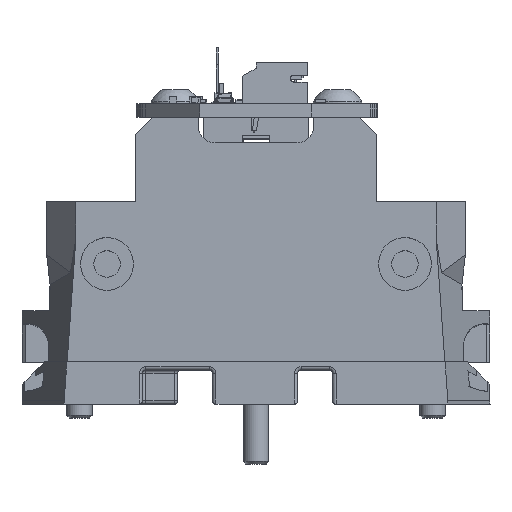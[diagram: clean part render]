
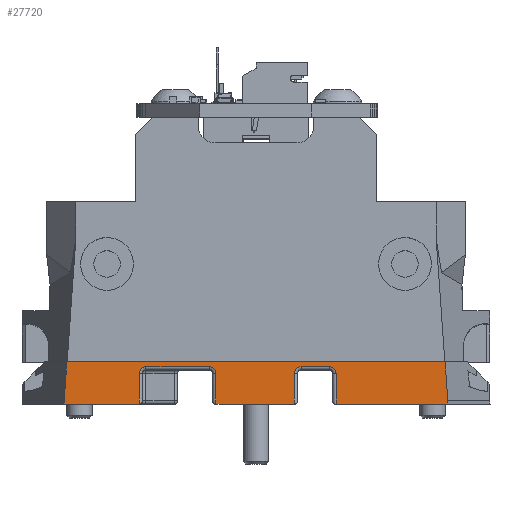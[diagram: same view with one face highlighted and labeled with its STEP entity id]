
A CAD part, top view. The second image highlights one B-rep face of the part: STEP entity #27720.
In plain terms, the highlighted face is planar.
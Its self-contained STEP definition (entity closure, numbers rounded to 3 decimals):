
#2415=PLANE('',#30075);
#4129=FACE_OUTER_BOUND('',#5707,.T.);
#5707=EDGE_LOOP('',(#26054,#26055,#26056,#26057,#26058,#26059,#26060,#26061,
#26062,#26063,#26064,#26065,#26066,#26067,#26068,#26069,#26070,#26071));
#8547=LINE('',#51081,#11484);
#8552=LINE('',#51105,#11489);
#8555=LINE('',#51110,#11492);
#8576=LINE('',#51154,#11513);
#8579=LINE('',#51185,#11516);
#8583=LINE('',#51211,#11520);
#8598=LINE('',#51261,#11535);
#8606=LINE('',#51278,#11543);
#8617=LINE('',#51306,#11554);
#8618=LINE('',#51311,#11555);
#8619=LINE('',#51313,#11556);
#8620=LINE('',#51315,#11557);
#8621=LINE('',#51317,#11558);
#8622=LINE('',#51318,#11559);
#11484=VECTOR('',#36835,10.);
#11489=VECTOR('',#36860,10.);
#11492=VECTOR('',#36867,10.);
#11513=VECTOR('',#36908,10.);
#11516=VECTOR('',#36949,10.);
#11520=VECTOR('',#36979,10.);
#11535=VECTOR('',#37038,10.);
#11543=VECTOR('',#37060,10.);
#11554=VECTOR('',#37085,10.);
#11555=VECTOR('',#37090,10.);
#11556=VECTOR('',#37091,10.);
#11557=VECTOR('',#37092,10.);
#11558=VECTOR('',#37093,10.);
#11559=VECTOR('',#37094,10.);
#12106=CIRCLE('',#29981,0.8);
#12108=CIRCLE('',#29986,0.8);
#12123=CIRCLE('',#30022,0.8);
#12131=CIRCLE('',#30035,0.8);
#14542=VERTEX_POINT('',#51074);
#14543=VERTEX_POINT('',#51076);
#14544=VERTEX_POINT('',#51080);
#14546=VERTEX_POINT('',#51086);
#14547=VERTEX_POINT('',#51087);
#14552=VERTEX_POINT('',#51098);
#14566=VERTEX_POINT('',#51153);
#14574=VERTEX_POINT('',#51179);
#14575=VERTEX_POINT('',#51181);
#14583=VERTEX_POINT('',#51205);
#14584=VERTEX_POINT('',#51207);
#14596=VERTEX_POINT('',#51248);
#14599=VERTEX_POINT('',#51277);
#14609=VERTEX_POINT('',#51304);
#14611=VERTEX_POINT('',#51310);
#14612=VERTEX_POINT('',#51312);
#14613=VERTEX_POINT('',#51314);
#14614=VERTEX_POINT('',#51316);
#18322=EDGE_CURVE('',#14542,#14543,#12106,.T.);
#18324=EDGE_CURVE('',#14544,#14542,#8547,.T.);
#18327=EDGE_CURVE('',#14546,#14547,#12108,.T.);
#18336=EDGE_CURVE('',#14547,#14552,#8552,.T.);
#18339=EDGE_CURVE('',#14543,#14546,#8555,.T.);
#18363=EDGE_CURVE('',#14552,#14566,#8576,.T.);
#18375=EDGE_CURVE('',#14574,#14575,#12123,.T.);
#18377=EDGE_CURVE('',#14566,#14574,#8579,.T.);
#18388=EDGE_CURVE('',#14583,#14584,#12131,.T.);
#18390=EDGE_CURVE('',#14575,#14583,#8583,.T.);
#18417=EDGE_CURVE('',#14584,#14596,#8598,.T.);
#18426=EDGE_CURVE('',#14596,#14599,#8606,.T.);
#18438=EDGE_CURVE('',#14609,#14544,#8617,.T.);
#18440=EDGE_CURVE('',#14611,#14609,#8618,.T.);
#18441=EDGE_CURVE('',#14612,#14611,#8619,.T.);
#18442=EDGE_CURVE('',#14612,#14613,#8620,.T.);
#18443=EDGE_CURVE('',#14613,#14614,#8621,.T.);
#18444=EDGE_CURVE('',#14614,#14599,#8622,.T.);
#26054=ORIENTED_EDGE('',*,*,#18324,.F.);
#26055=ORIENTED_EDGE('',*,*,#18438,.F.);
#26056=ORIENTED_EDGE('',*,*,#18440,.F.);
#26057=ORIENTED_EDGE('',*,*,#18441,.F.);
#26058=ORIENTED_EDGE('',*,*,#18442,.T.);
#26059=ORIENTED_EDGE('',*,*,#18443,.T.);
#26060=ORIENTED_EDGE('',*,*,#18444,.T.);
#26061=ORIENTED_EDGE('',*,*,#18426,.F.);
#26062=ORIENTED_EDGE('',*,*,#18417,.F.);
#26063=ORIENTED_EDGE('',*,*,#18388,.F.);
#26064=ORIENTED_EDGE('',*,*,#18390,.F.);
#26065=ORIENTED_EDGE('',*,*,#18375,.F.);
#26066=ORIENTED_EDGE('',*,*,#18377,.F.);
#26067=ORIENTED_EDGE('',*,*,#18363,.F.);
#26068=ORIENTED_EDGE('',*,*,#18336,.F.);
#26069=ORIENTED_EDGE('',*,*,#18327,.F.);
#26070=ORIENTED_EDGE('',*,*,#18339,.F.);
#26071=ORIENTED_EDGE('',*,*,#18322,.F.);
#27720=ADVANCED_FACE('',(#4129),#2415,.T.);
#29981=AXIS2_PLACEMENT_3D('',#51077,#36829,#36830);
#29986=AXIS2_PLACEMENT_3D('',#51088,#36841,#36842);
#30022=AXIS2_PLACEMENT_3D('',#51182,#36943,#36944);
#30035=AXIS2_PLACEMENT_3D('',#51208,#36973,#36974);
#30075=AXIS2_PLACEMENT_3D('',#51309,#37088,#37089);
#36829=DIRECTION('center_axis',(0.,1.,0.));
#36830=DIRECTION('ref_axis',(0.707,0.,-0.707));
#36835=DIRECTION('',(0.,0.,-1.));
#36841=DIRECTION('center_axis',(0.,1.,0.));
#36842=DIRECTION('ref_axis',(-0.707,0.,-0.707));
#36860=DIRECTION('',(0.,0.,1.));
#36867=DIRECTION('',(-1.,0.,0.));
#36908=DIRECTION('',(-1.,0.,0.));
#36943=DIRECTION('center_axis',(0.,1.,0.));
#36944=DIRECTION('ref_axis',(0.707,0.,-0.707));
#36949=DIRECTION('',(0.,0.,-1.));
#36973=DIRECTION('center_axis',(0.,1.,0.));
#36974=DIRECTION('ref_axis',(-0.707,0.,-0.707));
#36979=DIRECTION('',(-1.,0.,0.));
#37038=DIRECTION('',(0.,0.,1.));
#37060=DIRECTION('',(-1.,0.,0.));
#37085=DIRECTION('',(-1.,0.,0.));
#37088=DIRECTION('center_axis',(0.,1.,0.));
#37089=DIRECTION('ref_axis',(1.,0.,0.));
#37090=DIRECTION('',(0.,0.,1.));
#37091=DIRECTION('',(0.07,0.,0.998));
#37092=DIRECTION('',(-1.,0.,0.));
#37093=DIRECTION('',(-0.07,0.,0.998));
#37094=DIRECTION('',(0.,0.,1.));
#51074=CARTESIAN_POINT('',(8.824,45.968,-46.413));
#51076=CARTESIAN_POINT('',(8.024,45.968,-47.213));
#51077=CARTESIAN_POINT('Origin',(8.024,45.968,-46.413));
#51080=CARTESIAN_POINT('',(8.824,45.968,-42.813));
#51081=CARTESIAN_POINT('',(8.824,45.968,-44.811));
#51086=CARTESIAN_POINT('',(4.725,45.968,-47.213));
#51087=CARTESIAN_POINT('',(3.925,45.968,-46.413));
#51088=CARTESIAN_POINT('Origin',(4.725,45.968,-46.413));
#51098=CARTESIAN_POINT('',(3.925,45.968,-42.813));
#51105=CARTESIAN_POINT('',(3.925,45.968,-42.811));
#51110=CARTESIAN_POINT('',(-4.875,45.968,-47.213));
#51153=CARTESIAN_POINT('',(-5.275,45.968,-42.813));
#51154=CARTESIAN_POINT('',(-9.902,45.968,-42.813));
#51179=CARTESIAN_POINT('',(-5.275,45.968,-46.413));
#51181=CARTESIAN_POINT('',(-6.075,45.968,-47.213));
#51182=CARTESIAN_POINT('Origin',(-6.075,45.968,-46.413));
#51185=CARTESIAN_POINT('',(-5.275,45.968,-44.811));
#51205=CARTESIAN_POINT('',(-13.503,45.968,-47.213));
#51207=CARTESIAN_POINT('',(-14.303,45.968,-46.413));
#51208=CARTESIAN_POINT('Origin',(-13.503,45.968,-46.413));
#51211=CARTESIAN_POINT('',(-13.989,45.968,-47.213));
#51248=CARTESIAN_POINT('',(-14.303,45.968,-42.813));
#51261=CARTESIAN_POINT('',(-14.303,45.968,-42.811));
#51277=CARTESIAN_POINT('',(-23.113,45.968,-42.813));
#51278=CARTESIAN_POINT('',(-9.902,45.968,-42.813));
#51304=CARTESIAN_POINT('',(21.962,45.968,-42.813));
#51306=CARTESIAN_POINT('',(-9.902,45.968,-42.813));
#51309=CARTESIAN_POINT('Origin',(-14.076,45.968,-42.808));
#51310=CARTESIAN_POINT('',(21.962,45.968,-43.213));
#51311=CARTESIAN_POINT('',(21.962,45.968,-43.213));
#51312=CARTESIAN_POINT('',(21.642,45.968,-47.778));
#51313=CARTESIAN_POINT('',(21.76,45.968,-46.092));
#51314=CARTESIAN_POINT('',(-22.792,45.968,-47.778));
#51315=CARTESIAN_POINT('',(-4.264,45.968,-47.778));
#51316=CARTESIAN_POINT('',(-23.113,45.968,-43.213));
#51317=CARTESIAN_POINT('',(-22.911,45.968,-46.092));
#51318=CARTESIAN_POINT('',(-23.113,45.968,-43.213));
